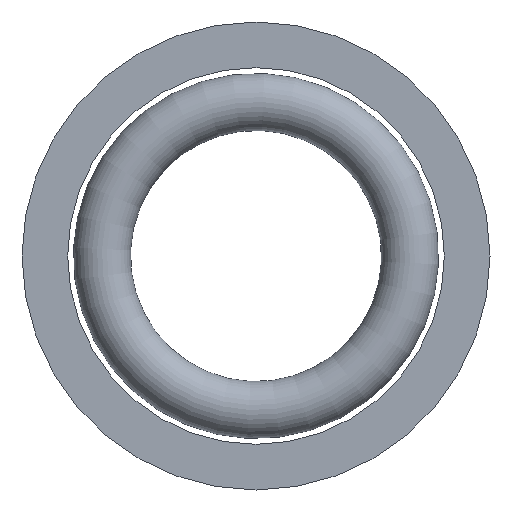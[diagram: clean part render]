
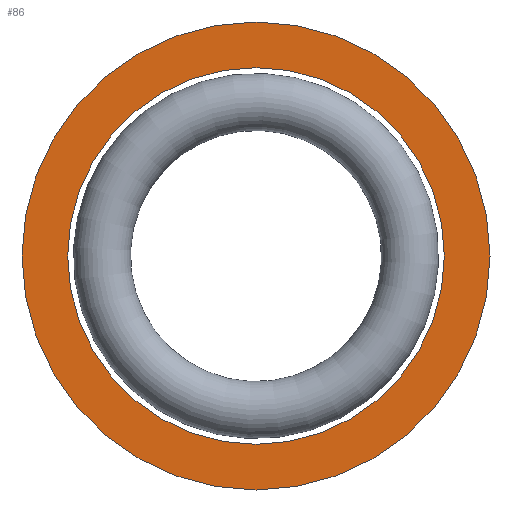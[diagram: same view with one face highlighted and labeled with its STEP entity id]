
A CAD part, left-side view. The second image highlights one B-rep face of the part: STEP entity #86.
In plain terms, the highlighted planar face has unit normal (-1, 0, 0).
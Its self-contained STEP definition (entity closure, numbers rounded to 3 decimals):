
#28=FACE_BOUND('',#39,.T.);
#30=PLANE('',#159);
#33=FACE_OUTER_BOUND('',#38,.T.);
#38=EDGE_LOOP('',(#71));
#39=EDGE_LOOP('',(#72));
#49=CIRCLE('',#158,8.25);
#50=CIRCLE('',#160,10.25);
#55=VERTEX_POINT('',#209);
#56=VERTEX_POINT('',#213);
#61=EDGE_CURVE('',#55,#55,#49,.T.);
#62=EDGE_CURVE('',#56,#56,#50,.T.);
#71=ORIENTED_EDGE('',*,*,#62,.F.);
#72=ORIENTED_EDGE('',*,*,#61,.T.);
#86=ADVANCED_FACE('',(#33,#28),#30,.T.);
#158=AXIS2_PLACEMENT_3D('',#211,#179,#180);
#159=AXIS2_PLACEMENT_3D('',#212,#181,#182);
#160=AXIS2_PLACEMENT_3D('',#214,#183,#184);
#179=DIRECTION('center_axis',(1.,0.,0.));
#180=DIRECTION('ref_axis',(0.,0.,-1.));
#181=DIRECTION('center_axis',(-1.,0.,0.));
#182=DIRECTION('ref_axis',(0.,0.,1.));
#183=DIRECTION('center_axis',(1.,0.,0.));
#184=DIRECTION('ref_axis',(0.,0.,-1.));
#209=CARTESIAN_POINT('',(0.,-8.25,0.));
#211=CARTESIAN_POINT('Origin',(0.,0.,0.));
#212=CARTESIAN_POINT('Origin',(0.,10.25,0.));
#213=CARTESIAN_POINT('',(0.,-10.25,0.));
#214=CARTESIAN_POINT('Origin',(0.,0.,0.));
